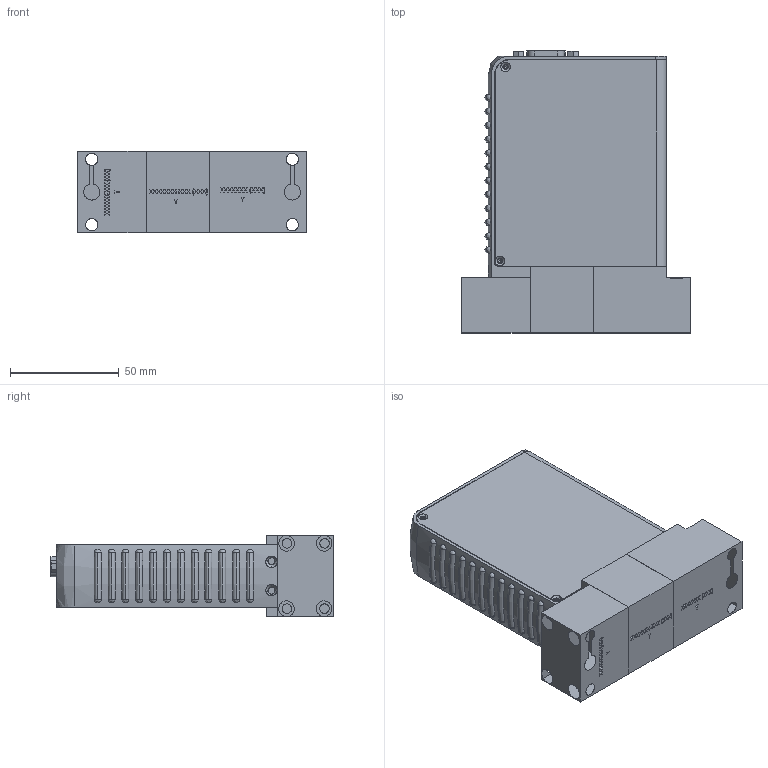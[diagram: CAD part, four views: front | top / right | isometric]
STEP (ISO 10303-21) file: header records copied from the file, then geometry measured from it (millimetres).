
FILE_DESCRIPTION (( 'STEP AP203' ), '1' );
FILE_NAME ('GF1XX-AX-G1.STEP', '2017-02-23T14:15:05', ( 'mrutkowski' ), ( 'Hewlett-Packard Company' ), 'SwSTEP 2.0', 'SolidWorks 2014', '' );
FILE_SCHEMA (( 'CONFIG_CONTROL_DESIGN' ));
Length unit declared in the file: inch
Products named in the file (1): GF1XX-AX-G1
Bounding box: 104.95 x 129.4 x 37.59 mm (x, y, z)
Surface area: 68958 mm2 (no closed solid volume)
Topology: 0 solids, 539 shells, 629 faces, 3571 edges, 3413 vertices
Faces by surface type: plane 329, cylinder 175, cone 76, bspline 49
Entity records: 56790 total; most frequent: CARTESIAN_POINT 31184, DIRECTION 4496, ORIENTED_EDGE 3723, EDGE_CURVE 3555, VERTEX_POINT 3413, LINE 2352, VECTOR 2352, AXIS2_PLACEMENT_3D 1072
